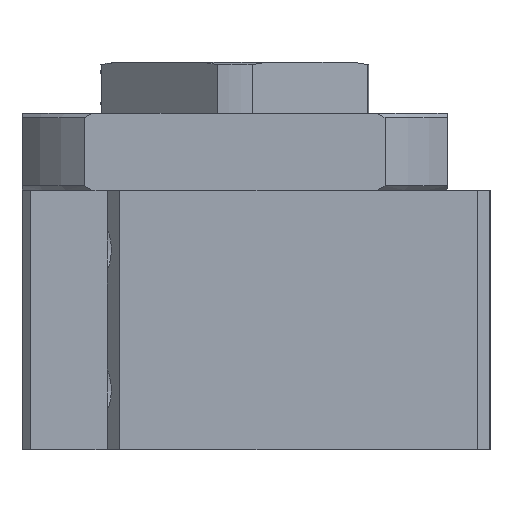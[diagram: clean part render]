
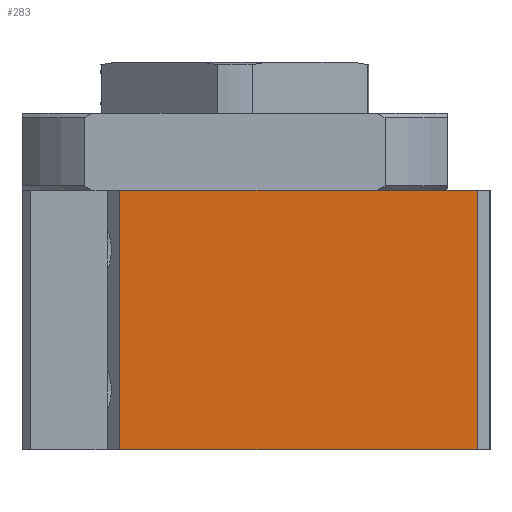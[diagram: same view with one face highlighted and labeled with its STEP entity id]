
A CAD part, left-side view. The second image highlights one B-rep face of the part: STEP entity #283.
In plain terms, the highlighted planar face has unit normal (-1, 0, 0).
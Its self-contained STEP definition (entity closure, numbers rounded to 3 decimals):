
#283 = ADVANCED_FACE( '', ( #649 ), #650, .T. );
#649 = FACE_OUTER_BOUND( '', #1071, .T. );
#650 = PLANE( '', #1072 );
#1071 = EDGE_LOOP( '', ( #2006, #2007, #2008, #2009 ) );
#1072 = AXIS2_PLACEMENT_3D( '', #2010, #2011, #2012 );
#2006 = ORIENTED_EDGE( '', *, *, #2556, .F. );
#2007 = ORIENTED_EDGE( '', *, *, #2592, .F. );
#2008 = ORIENTED_EDGE( '', *, *, #2576, .T. );
#2009 = ORIENTED_EDGE( '', *, *, #2568, .T. );
#2010 = CARTESIAN_POINT( '', ( -80., 27., -61. ) );
#2011 = DIRECTION( '', ( -1., 0., 0. ) );
#2012 = DIRECTION( '', ( 0., 0., 1. ) );
#2556 = EDGE_CURVE( '', #3082, #3084, #3085, .T. );
#2568 = EDGE_CURVE( '', #3107, #3084, #3108, .T. );
#2576 = EDGE_CURVE( '', #3121, #3107, #3122, .T. );
#2592 = EDGE_CURVE( '', #3121, #3082, #3150, .T. );
#3082 = VERTEX_POINT( '', #4688 );
#3084 = VERTEX_POINT( '', #4691 );
#3085 = LINE( '', #4692, #4693 );
#3107 = VERTEX_POINT( '', #4723 );
#3108 = LINE( '', #4724, #4725 );
#3121 = VERTEX_POINT( '', #4743 );
#3122 = LINE( '', #4744, #4745 );
#3150 = LINE( '', #4785, #4786 );
#4688 = CARTESIAN_POINT( '', ( -80., 27., 0. ) );
#4691 = CARTESIAN_POINT( '', ( -80., -57., 0. ) );
#4692 = CARTESIAN_POINT( '', ( -80., 27., 0. ) );
#4693 = VECTOR( '', #6067, 1000. );
#4723 = CARTESIAN_POINT( '', ( -80., -57., -61. ) );
#4724 = CARTESIAN_POINT( '', ( -80., -57., -61. ) );
#4725 = VECTOR( '', #6085, 1000. );
#4743 = CARTESIAN_POINT( '', ( -80., 27., -61. ) );
#4744 = CARTESIAN_POINT( '', ( -80., 27., -61. ) );
#4745 = VECTOR( '', #6097, 1000. );
#4785 = CARTESIAN_POINT( '', ( -80., 27., -61. ) );
#4786 = VECTOR( '', #6119, 1000. );
#6067 = DIRECTION( '', ( 0., -1., 0. ) );
#6085 = DIRECTION( '', ( 0., 0., 1. ) );
#6097 = DIRECTION( '', ( 0., -1., 0. ) );
#6119 = DIRECTION( '', ( 0., 0., 1. ) );
